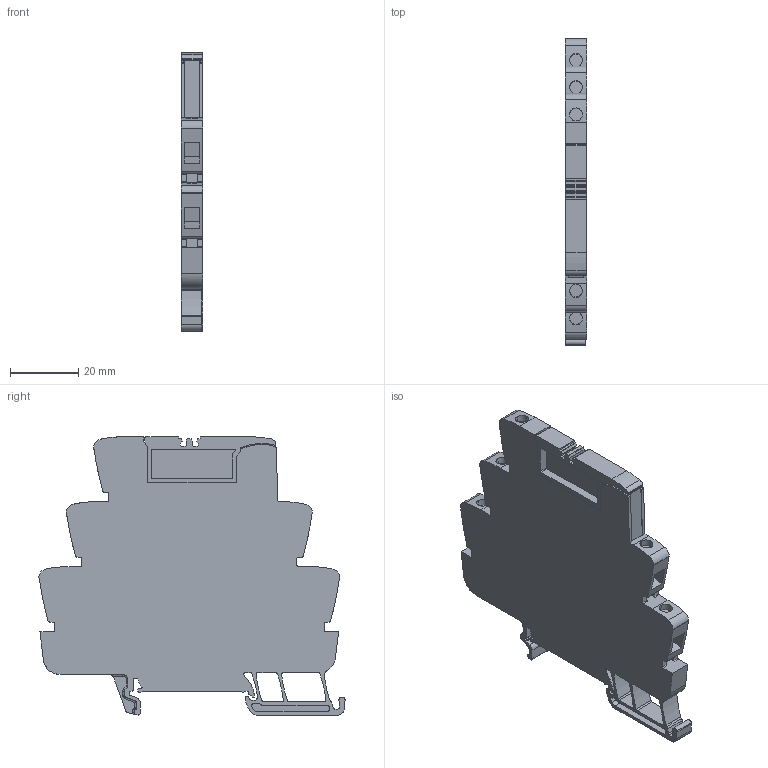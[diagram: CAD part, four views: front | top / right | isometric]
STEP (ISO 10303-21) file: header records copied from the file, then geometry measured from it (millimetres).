
FILE_DESCRIPTION(('CATIA V5R19 STEP'),'2;1');
FILE_NAME ('6274593_4_1240780000_S3D_TXS_SUPPLY.stp','2015-01-14T09:24:23+00:00',('none'),('Weidmueller'),'CATIA Version 5 Release 20 SP 5 (IN-10)','CATIA V5 STEP AP214','none');
FILE_SCHEMA(('AUTOMOTIVE_DESIGN { 1 0 10303 214 1 1 1 1 }'));
Length unit declared in the file: millimetre
Products named in the file (1): 1240780000
Bounding box: 6.4 x 89.55 x 81.45 mm (x, y, z)
Volume: 30620.3 mm3; surface area: 15870.6 mm2
Topology: 1 solids, 1 shells, 407 faces, 1288 edges, 885 vertices
Faces by surface type: plane 199, cylinder 182, torus 10, sphere 8, extrusion 6, bspline 2
Entity records: 17015 total; most frequent: CARTESIAN_POINT 3174, ORIENTED_EDGE 2556, DIRECTION 1849, EDGE_CURVE 1278, VERTEX_POINT 885, VECTOR 847, LINE 841, AXIS2_PLACEMENT_3D 684
